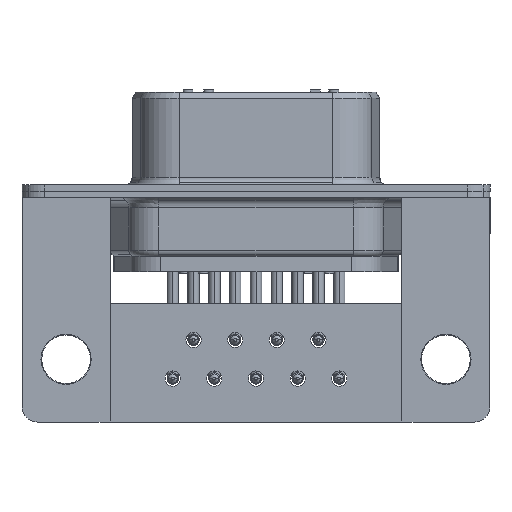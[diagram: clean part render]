
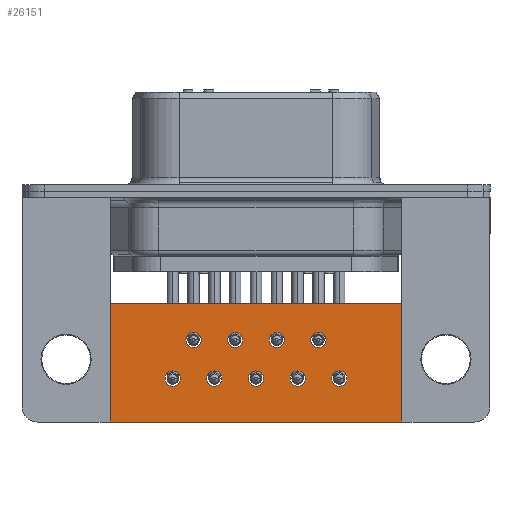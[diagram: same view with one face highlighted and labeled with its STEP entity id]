
A CAD part, front view. The second image highlights one B-rep face of the part: STEP entity #26151.
In plain terms, the highlighted planar face has unit normal (0, -1, 0).
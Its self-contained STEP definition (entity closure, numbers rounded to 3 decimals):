
#23362=CARTESIAN_POINT('',(5.98,0.6,-11.94));
#23363=VERTEX_POINT('',#23362);
#23372=CARTESIAN_POINT('',(4.98,0.6,-11.94));
#23373=VERTEX_POINT('',#23372);
#23374=CARTESIAN_POINT('',(5.48,0.6,-11.94));
#23375=DIRECTION('',(0.0,1.0,0.0));
#23376=DIRECTION('',(1.0,0.0,0.0));
#23377=AXIS2_PLACEMENT_3D('',#23374,#23375,#23376);
#23378=CIRCLE('',#23377,0.5);
#23379=EDGE_CURVE('',#23373,#23363,#23378,.T.);
#23478=CARTESIAN_POINT('',(4.61,0.6,-9.4));
#23479=VERTEX_POINT('',#23478);
#23488=CARTESIAN_POINT('',(3.61,0.6,-9.4));
#23489=VERTEX_POINT('',#23488);
#23490=CARTESIAN_POINT('',(4.11,0.6,-9.4));
#23491=DIRECTION('',(0.0,1.0,0.0));
#23492=DIRECTION('',(1.0,0.0,0.0));
#23493=AXIS2_PLACEMENT_3D('',#23490,#23491,#23492);
#23494=CIRCLE('',#23493,0.5);
#23495=EDGE_CURVE('',#23489,#23479,#23494,.T.);
#23594=CARTESIAN_POINT('',(3.24,0.6,-11.94));
#23595=VERTEX_POINT('',#23594);
#23604=CARTESIAN_POINT('',(2.24,0.6,-11.94));
#23605=VERTEX_POINT('',#23604);
#23606=CARTESIAN_POINT('',(2.74,0.6,-11.94));
#23607=DIRECTION('',(0.0,1.0,0.0));
#23608=DIRECTION('',(1.0,0.0,0.0));
#23609=AXIS2_PLACEMENT_3D('',#23606,#23607,#23608);
#23610=CIRCLE('',#23609,0.5);
#23611=EDGE_CURVE('',#23605,#23595,#23610,.T.);
#23710=CARTESIAN_POINT('',(0.5,0.6,-11.94));
#23711=VERTEX_POINT('',#23710);
#23720=CARTESIAN_POINT('',(-0.5,0.6,-11.94));
#23721=VERTEX_POINT('',#23720);
#23722=CARTESIAN_POINT('',(0.,0.6,-11.94));
#23723=DIRECTION('',(0.0,1.0,0.0));
#23724=DIRECTION('',(1.0,0.0,0.0));
#23725=AXIS2_PLACEMENT_3D('',#23722,#23723,#23724);
#23726=CIRCLE('',#23725,0.5);
#23727=EDGE_CURVE('',#23721,#23711,#23726,.T.);
#23826=CARTESIAN_POINT('',(-2.24,0.6,-11.94));
#23827=VERTEX_POINT('',#23826);
#23836=CARTESIAN_POINT('',(-3.24,0.6,-11.94));
#23837=VERTEX_POINT('',#23836);
#23838=CARTESIAN_POINT('',(-2.74,0.6,-11.94));
#23839=DIRECTION('',(0.0,1.0,0.0));
#23840=DIRECTION('',(1.0,0.0,0.0));
#23841=AXIS2_PLACEMENT_3D('',#23838,#23839,#23840);
#23842=CIRCLE('',#23841,0.5);
#23843=EDGE_CURVE('',#23837,#23827,#23842,.T.);
#23942=CARTESIAN_POINT('',(-4.98,0.6,-11.94));
#23943=VERTEX_POINT('',#23942);
#23952=CARTESIAN_POINT('',(-5.98,0.6,-11.94));
#23953=VERTEX_POINT('',#23952);
#23954=CARTESIAN_POINT('',(-5.48,0.6,-11.94));
#23955=DIRECTION('',(0.0,1.0,0.0));
#23956=DIRECTION('',(1.0,0.0,0.0));
#23957=AXIS2_PLACEMENT_3D('',#23954,#23955,#23956);
#23958=CIRCLE('',#23957,0.5);
#23959=EDGE_CURVE('',#23953,#23943,#23958,.T.);
#24058=CARTESIAN_POINT('',(1.87,0.6,-9.4));
#24059=VERTEX_POINT('',#24058);
#24068=CARTESIAN_POINT('',(0.87,0.6,-9.4));
#24069=VERTEX_POINT('',#24068);
#24070=CARTESIAN_POINT('',(1.37,0.6,-9.4));
#24071=DIRECTION('',(0.0,1.0,0.0));
#24072=DIRECTION('',(1.0,0.0,0.0));
#24073=AXIS2_PLACEMENT_3D('',#24070,#24071,#24072);
#24074=CIRCLE('',#24073,0.5);
#24075=EDGE_CURVE('',#24069,#24059,#24074,.T.);
#24174=CARTESIAN_POINT('',(-0.87,0.6,-9.4));
#24175=VERTEX_POINT('',#24174);
#24184=CARTESIAN_POINT('',(-1.87,0.6,-9.4));
#24185=VERTEX_POINT('',#24184);
#24186=CARTESIAN_POINT('',(-1.37,0.6,-9.4));
#24187=DIRECTION('',(0.0,1.0,0.0));
#24188=DIRECTION('',(1.0,0.0,0.0));
#24189=AXIS2_PLACEMENT_3D('',#24186,#24187,#24188);
#24190=CIRCLE('',#24189,0.5);
#24191=EDGE_CURVE('',#24185,#24175,#24190,.T.);
#24290=CARTESIAN_POINT('',(-3.61,0.6,-9.4));
#24291=VERTEX_POINT('',#24290);
#24300=CARTESIAN_POINT('',(-4.61,0.6,-9.4));
#24301=VERTEX_POINT('',#24300);
#24302=CARTESIAN_POINT('',(-4.11,0.6,-9.4));
#24303=DIRECTION('',(0.0,1.0,0.0));
#24304=DIRECTION('',(1.0,0.0,0.0));
#24305=AXIS2_PLACEMENT_3D('',#24302,#24303,#24304);
#24306=CIRCLE('',#24305,0.5);
#24307=EDGE_CURVE('',#24301,#24291,#24306,.T.);
#24600=CARTESIAN_POINT('',(9.6,0.6,-14.8));
#24601=VERTEX_POINT('',#24600);
#24608=CARTESIAN_POINT('',(-9.6,0.6,-14.8));
#24609=VERTEX_POINT('',#24608);
#24610=CARTESIAN_POINT('',(-9.6,0.6,-14.8));
#24611=DIRECTION('',(1.0,0.0,0.0));
#24612=VECTOR('',#24611,19.2);
#24613=LINE('',#24610,#24612);
#24614=EDGE_CURVE('',#24609,#24601,#24613,.T.);
#24776=CARTESIAN_POINT('',(-4.11,0.6,-9.4));
#24777=DIRECTION('',(0.0,1.0,0.0));
#24778=DIRECTION('',(1.0,0.0,0.0));
#24779=AXIS2_PLACEMENT_3D('',#24776,#24777,#24778);
#24780=CIRCLE('',#24779,0.5);
#24781=EDGE_CURVE('',#24291,#24301,#24780,.T.);
#24860=CARTESIAN_POINT('',(-1.37,0.6,-9.4));
#24861=DIRECTION('',(0.0,1.0,0.0));
#24862=DIRECTION('',(1.0,0.0,0.0));
#24863=AXIS2_PLACEMENT_3D('',#24860,#24861,#24862);
#24864=CIRCLE('',#24863,0.5);
#24865=EDGE_CURVE('',#24175,#24185,#24864,.T.);
#24944=CARTESIAN_POINT('',(1.37,0.6,-9.4));
#24945=DIRECTION('',(0.0,1.0,0.0));
#24946=DIRECTION('',(1.0,0.0,0.0));
#24947=AXIS2_PLACEMENT_3D('',#24944,#24945,#24946);
#24948=CIRCLE('',#24947,0.5);
#24949=EDGE_CURVE('',#24059,#24069,#24948,.T.);
#25028=CARTESIAN_POINT('',(-5.48,0.6,-11.94));
#25029=DIRECTION('',(0.0,1.0,0.0));
#25030=DIRECTION('',(1.0,0.0,0.0));
#25031=AXIS2_PLACEMENT_3D('',#25028,#25029,#25030);
#25032=CIRCLE('',#25031,0.5);
#25033=EDGE_CURVE('',#23943,#23953,#25032,.T.);
#25112=CARTESIAN_POINT('',(-2.74,0.6,-11.94));
#25113=DIRECTION('',(0.0,1.0,0.0));
#25114=DIRECTION('',(1.0,0.0,0.0));
#25115=AXIS2_PLACEMENT_3D('',#25112,#25113,#25114);
#25116=CIRCLE('',#25115,0.5);
#25117=EDGE_CURVE('',#23827,#23837,#25116,.T.);
#25196=CARTESIAN_POINT('',(0.,0.6,-11.94));
#25197=DIRECTION('',(0.0,1.0,0.0));
#25198=DIRECTION('',(1.0,0.0,0.0));
#25199=AXIS2_PLACEMENT_3D('',#25196,#25197,#25198);
#25200=CIRCLE('',#25199,0.5);
#25201=EDGE_CURVE('',#23711,#23721,#25200,.T.);
#25280=CARTESIAN_POINT('',(2.74,0.6,-11.94));
#25281=DIRECTION('',(0.0,1.0,0.0));
#25282=DIRECTION('',(1.0,0.0,0.0));
#25283=AXIS2_PLACEMENT_3D('',#25280,#25281,#25282);
#25284=CIRCLE('',#25283,0.5);
#25285=EDGE_CURVE('',#23595,#23605,#25284,.T.);
#25364=CARTESIAN_POINT('',(4.11,0.6,-9.4));
#25365=DIRECTION('',(0.0,1.0,0.0));
#25366=DIRECTION('',(1.0,0.0,0.0));
#25367=AXIS2_PLACEMENT_3D('',#25364,#25365,#25366);
#25368=CIRCLE('',#25367,0.5);
#25369=EDGE_CURVE('',#23479,#23489,#25368,.T.);
#25448=CARTESIAN_POINT('',(5.48,0.6,-11.94));
#25449=DIRECTION('',(0.0,1.0,0.0));
#25450=DIRECTION('',(1.0,0.0,0.0));
#25451=AXIS2_PLACEMENT_3D('',#25448,#25449,#25450);
#25452=CIRCLE('',#25451,0.5);
#25453=EDGE_CURVE('',#23363,#23373,#25452,.T.);
#25560=CARTESIAN_POINT('',(-9.6,0.6,-7.));
#25561=VERTEX_POINT('',#25560);
#25562=CARTESIAN_POINT('',(-9.6,0.6,-7.));
#25563=DIRECTION('',(0.0,0.0,-1.0));
#25564=VECTOR('',#25563,7.8);
#25565=LINE('',#25562,#25564);
#25566=EDGE_CURVE('',#25561,#24609,#25565,.T.);
#25997=CARTESIAN_POINT('',(9.6,0.6,-7.));
#25998=VERTEX_POINT('',#25997);
#26005=CARTESIAN_POINT('',(9.6,0.6,-7.));
#26006=DIRECTION('',(0.0,0.0,-1.0));
#26007=VECTOR('',#26006,7.8);
#26008=LINE('',#26005,#26007);
#26009=EDGE_CURVE('',#25998,#24601,#26008,.T.);
#26047=CARTESIAN_POINT('',(9.6,0.6,-7.));
#26048=DIRECTION('',(-1.0,0.0,0.0));
#26049=VECTOR('',#26048,19.2);
#26050=LINE('',#26047,#26049);
#26051=EDGE_CURVE('',#25998,#25561,#26050,.T.);
#26104=CARTESIAN_POINT('',(-9.6,0.6,0.0));
#26105=DIRECTION('',(0.0,-1.0,0.0));
#26106=DIRECTION('',(0.0,0.0,-1.0));
#26107=AXIS2_PLACEMENT_3D('',#26104,#26105,#26106);
#26108=PLANE('',#26107);
#26109=ORIENTED_EDGE('',*,*,#26051,.T.);
#26110=ORIENTED_EDGE('',*,*,#25566,.T.);
#26111=ORIENTED_EDGE('',*,*,#24614,.T.);
#26112=ORIENTED_EDGE('',*,*,#26009,.F.);
#26113=EDGE_LOOP('',(#26109,#26110,#26111,#26112));
#26114=FACE_OUTER_BOUND('',#26113,.T.);
#26115=ORIENTED_EDGE('',*,*,#24781,.T.);
#26116=ORIENTED_EDGE('',*,*,#24307,.T.);
#26117=EDGE_LOOP('',(#26115,#26116));
#26118=FACE_BOUND('',#26117,.T.);
#26119=ORIENTED_EDGE('',*,*,#24865,.T.);
#26120=ORIENTED_EDGE('',*,*,#24191,.T.);
#26121=EDGE_LOOP('',(#26119,#26120));
#26122=FACE_BOUND('',#26121,.T.);
#26123=ORIENTED_EDGE('',*,*,#24949,.T.);
#26124=ORIENTED_EDGE('',*,*,#24075,.T.);
#26125=EDGE_LOOP('',(#26123,#26124));
#26126=FACE_BOUND('',#26125,.T.);
#26127=ORIENTED_EDGE('',*,*,#25033,.T.);
#26128=ORIENTED_EDGE('',*,*,#23959,.T.);
#26129=EDGE_LOOP('',(#26127,#26128));
#26130=FACE_BOUND('',#26129,.T.);
#26131=ORIENTED_EDGE('',*,*,#25117,.T.);
#26132=ORIENTED_EDGE('',*,*,#23843,.T.);
#26133=EDGE_LOOP('',(#26131,#26132));
#26134=FACE_BOUND('',#26133,.T.);
#26135=ORIENTED_EDGE('',*,*,#25201,.T.);
#26136=ORIENTED_EDGE('',*,*,#23727,.T.);
#26137=EDGE_LOOP('',(#26135,#26136));
#26138=FACE_BOUND('',#26137,.T.);
#26139=ORIENTED_EDGE('',*,*,#25285,.T.);
#26140=ORIENTED_EDGE('',*,*,#23611,.T.);
#26141=EDGE_LOOP('',(#26139,#26140));
#26142=FACE_BOUND('',#26141,.T.);
#26143=ORIENTED_EDGE('',*,*,#25369,.T.);
#26144=ORIENTED_EDGE('',*,*,#23495,.T.);
#26145=EDGE_LOOP('',(#26143,#26144));
#26146=FACE_BOUND('',#26145,.T.);
#26147=ORIENTED_EDGE('',*,*,#25453,.T.);
#26148=ORIENTED_EDGE('',*,*,#23379,.T.);
#26149=EDGE_LOOP('',(#26147,#26148));
#26150=FACE_BOUND('',#26149,.T.);
#26151=ADVANCED_FACE('',(#26114,#26118,#26122,#26126,#26130,#26134,#26138,#26142,#26146,#26150),#26108,.T.);
